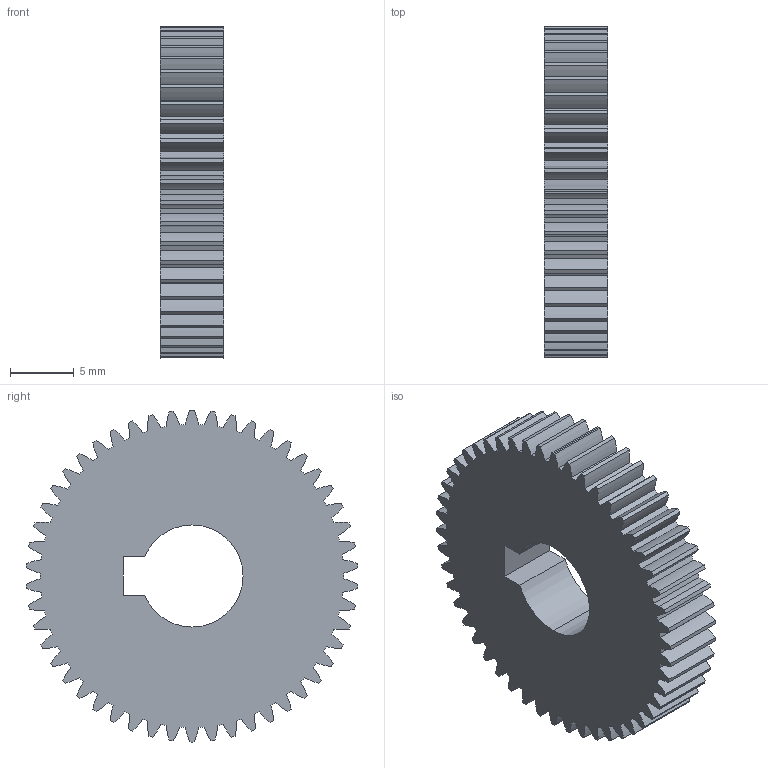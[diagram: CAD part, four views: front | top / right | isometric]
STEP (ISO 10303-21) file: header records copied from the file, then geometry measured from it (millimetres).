
FILE_DESCRIPTION (( 'STEP AP214' ), '1' );
FILE_NAME ('gear_50t_shaft1st_j2_soarm_moce.STEP', '2026-02-21T18:05:42', ( '' ), ( '' ), 'SwSTEP 2.0', 'SolidWorks 2024', '' );
FILE_SCHEMA (( 'AUTOMOTIVE_DESIGN' ));
Length unit declared in the file: millimetre
Products named in the file (1): gear_50t_shaft1st_j2_soarm_moce
Bounding box: 5 x 25.97 x 26 mm (x, y, z)
Volume: 2148.1 mm3; surface area: 1789 mm2
Topology: 1 solids, 1 shells, 211 faces, 627 edges, 418 vertices
Faces by surface type: cylinder 206, plane 5
Entity records: 7360 total; most frequent: DIRECTION 1463, CARTESIAN_POINT 1257, ORIENTED_EDGE 1254, EDGE_CURVE 627, AXIS2_PLACEMENT_3D 624, VERTEX_POINT 418, CIRCLE 412, LINE 215
